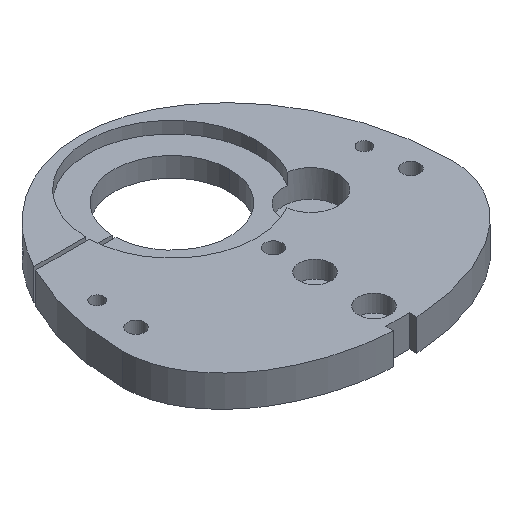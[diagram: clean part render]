
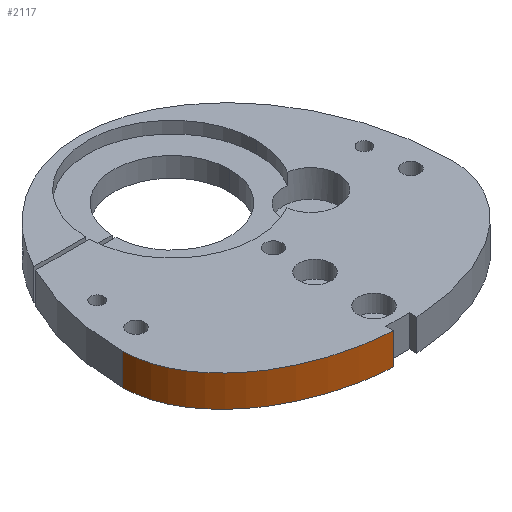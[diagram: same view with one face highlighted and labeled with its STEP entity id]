
A CAD part, isometric view. The second image highlights one B-rep face of the part: STEP entity #2117.
In plain terms, the highlighted face is a extrusion surface.
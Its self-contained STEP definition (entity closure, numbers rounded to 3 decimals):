
#48 = PLANE('',#49);
#49 = AXIS2_PLACEMENT_3D('',#50,#51,#52);
#50 = CARTESIAN_POINT('',(0.,9.078,0.));
#51 = DIRECTION('',(0.,0.,1.));
#52 = DIRECTION('',(1.,0.,0.));
#108 = PLANE('',#109);
#109 = AXIS2_PLACEMENT_3D('',#110,#111,#112);
#110 = CARTESIAN_POINT('',(0.,9.078,8.));
#111 = DIRECTION('',(0.,0.,1.));
#112 = DIRECTION('',(1.,0.,0.));
#571 = VERTEX_POINT('',#572);
#572 = CARTESIAN_POINT('',(-42.,0.,0.));
#587 = SURFACE_OF_LINEAR_EXTRUSION('',#588,#593);
#588 = ELLIPSE('',#589,53.,42.);
#589 = AXIS2_PLACEMENT_3D('',#590,#591,#592);
#590 = CARTESIAN_POINT('',(0.,0.,0.));
#591 = DIRECTION('',(0.,-0.,1.));
#592 = DIRECTION('',(0.,1.,0.));
#593 = VECTOR('',#594,1.);
#594 = DIRECTION('',(-0.,-0.,-1.));
#602 = EDGE_CURVE('',#571,#603,#605,.T.);
#603 = VERTEX_POINT('',#604);
#604 = CARTESIAN_POINT('',(-3.,-29.923,0.));
#605 = SURFACE_CURVE('',#606,(#611,#618),.PCURVE_S1.);
#606 = ELLIPSE('',#607,42.,30.);
#607 = AXIS2_PLACEMENT_3D('',#608,#609,#610);
#608 = CARTESIAN_POINT('',(0.,0.,0.));
#609 = DIRECTION('',(0.,0.,1.));
#610 = DIRECTION('',(1.,0.,0.));
#611 = PCURVE('',#48,#612);
#612 = DEFINITIONAL_REPRESENTATION('',(#613),#617);
#613 = ELLIPSE('',#614,42.,30.);
#614 = AXIS2_PLACEMENT_2D('',#615,#616);
#615 = CARTESIAN_POINT('',(0.,-9.078));
#616 = DIRECTION('',(1.,0.));
#617 = ( GEOMETRIC_REPRESENTATION_CONTEXT(2) 
PARAMETRIC_REPRESENTATION_CONTEXT() REPRESENTATION_CONTEXT('2D SPACE',''
  ) );
#618 = PCURVE('',#619,#627);
#619 = SURFACE_OF_LINEAR_EXTRUSION('',#620,#625);
#620 = ELLIPSE('',#621,42.,30.);
#621 = AXIS2_PLACEMENT_3D('',#622,#623,#624);
#622 = CARTESIAN_POINT('',(0.,0.,0.));
#623 = DIRECTION('',(0.,0.,1.));
#624 = DIRECTION('',(1.,0.,0.));
#625 = VECTOR('',#626,1.);
#626 = DIRECTION('',(-0.,-0.,-1.));
#627 = DEFINITIONAL_REPRESENTATION('',(#628),#632);
#628 = LINE('',#629,#630);
#629 = CARTESIAN_POINT('',(0.,0.));
#630 = VECTOR('',#631,1.);
#631 = DIRECTION('',(1.,0.));
#632 = ( GEOMETRIC_REPRESENTATION_CONTEXT(2) 
PARAMETRIC_REPRESENTATION_CONTEXT() REPRESENTATION_CONTEXT('2D SPACE',''
  ) );
#649 = PLANE('',#650);
#650 = AXIS2_PLACEMENT_3D('',#651,#652,#653);
#651 = CARTESIAN_POINT('',(-3.,-28.,8.));
#652 = DIRECTION('',(-1.,0.,0.));
#653 = DIRECTION('',(0.,-1.,0.));
#1266 = VERTEX_POINT('',#1267);
#1267 = CARTESIAN_POINT('',(-42.,0.,8.));
#1289 = EDGE_CURVE('',#1266,#1290,#1292,.T.);
#1290 = VERTEX_POINT('',#1291);
#1291 = CARTESIAN_POINT('',(-3.,-29.923,8.));
#1292 = SURFACE_CURVE('',#1293,(#1298,#1305),.PCURVE_S1.);
#1293 = ELLIPSE('',#1294,42.,30.);
#1294 = AXIS2_PLACEMENT_3D('',#1295,#1296,#1297);
#1295 = CARTESIAN_POINT('',(0.,0.,8.));
#1296 = DIRECTION('',(0.,0.,1.));
#1297 = DIRECTION('',(1.,0.,0.));
#1298 = PCURVE('',#108,#1299);
#1299 = DEFINITIONAL_REPRESENTATION('',(#1300),#1304);
#1300 = ELLIPSE('',#1301,42.,30.);
#1301 = AXIS2_PLACEMENT_2D('',#1302,#1303);
#1302 = CARTESIAN_POINT('',(0.,-9.078));
#1303 = DIRECTION('',(1.,0.));
#1304 = ( GEOMETRIC_REPRESENTATION_CONTEXT(2) 
PARAMETRIC_REPRESENTATION_CONTEXT() REPRESENTATION_CONTEXT('2D SPACE',''
  ) );
#1305 = PCURVE('',#619,#1306);
#1306 = DEFINITIONAL_REPRESENTATION('',(#1307),#1311);
#1307 = LINE('',#1308,#1309);
#1308 = CARTESIAN_POINT('',(0.,-8.));
#1309 = VECTOR('',#1310,1.);
#1310 = DIRECTION('',(1.,0.));
#1311 = ( GEOMETRIC_REPRESENTATION_CONTEXT(2) 
PARAMETRIC_REPRESENTATION_CONTEXT() REPRESENTATION_CONTEXT('2D SPACE',''
  ) );
#1835 = EDGE_CURVE('',#571,#1266,#1836,.T.);
#1836 = SURFACE_CURVE('',#1837,(#1841,#1848),.PCURVE_S1.);
#1837 = LINE('',#1838,#1839);
#1838 = CARTESIAN_POINT('',(-42.,0.,0.));
#1839 = VECTOR('',#1840,1.);
#1840 = DIRECTION('',(0.,0.,1.));
#1841 = PCURVE('',#587,#1842);
#1842 = DEFINITIONAL_REPRESENTATION('',(#1843),#1847);
#1843 = LINE('',#1844,#1845);
#1844 = CARTESIAN_POINT('',(7.854,0.));
#1845 = VECTOR('',#1846,1.);
#1846 = DIRECTION('',(0.,-1.));
#1847 = ( GEOMETRIC_REPRESENTATION_CONTEXT(2) 
PARAMETRIC_REPRESENTATION_CONTEXT() REPRESENTATION_CONTEXT('2D SPACE',''
  ) );
#1848 = PCURVE('',#619,#1849);
#1849 = DEFINITIONAL_REPRESENTATION('',(#1850),#1854);
#1850 = LINE('',#1851,#1852);
#1851 = CARTESIAN_POINT('',(3.142,0.));
#1852 = VECTOR('',#1853,1.);
#1853 = DIRECTION('',(0.,-1.));
#1854 = ( GEOMETRIC_REPRESENTATION_CONTEXT(2) 
PARAMETRIC_REPRESENTATION_CONTEXT() REPRESENTATION_CONTEXT('2D SPACE',''
  ) );
#2100 = EDGE_CURVE('',#1290,#603,#2101,.T.);
#2101 = SURFACE_CURVE('',#2102,(#2105,#2111),.PCURVE_S1.);
#2102 = B_SPLINE_CURVE_WITH_KNOTS('',1,(#2103,#2104),.UNSPECIFIED.,.F.,
  .F.,(2,2),(0.,1.),.PIECEWISE_BEZIER_KNOTS.);
#2103 = CARTESIAN_POINT('',(-3.,-29.923,8.));
#2104 = CARTESIAN_POINT('',(-3.,-29.923,0.));
#2105 = PCURVE('',#649,#2106);
#2106 = DEFINITIONAL_REPRESENTATION('',(#2107),#2110);
#2107 = B_SPLINE_CURVE_WITH_KNOTS('',1,(#2108,#2109),.UNSPECIFIED.,.F.,
  .F.,(2,2),(0.,1.),.PIECEWISE_BEZIER_KNOTS.);
#2108 = CARTESIAN_POINT('',(1.923,0.));
#2109 = CARTESIAN_POINT('',(1.923,-8.));
#2110 = ( GEOMETRIC_REPRESENTATION_CONTEXT(2) 
PARAMETRIC_REPRESENTATION_CONTEXT() REPRESENTATION_CONTEXT('2D SPACE',''
  ) );
#2111 = PCURVE('',#619,#2112);
#2112 = DEFINITIONAL_REPRESENTATION('',(#2113),#2116);
#2113 = B_SPLINE_CURVE_WITH_KNOTS('',1,(#2114,#2115),.UNSPECIFIED.,.F.,
  .F.,(2,2),(0.,1.),.PIECEWISE_BEZIER_KNOTS.);
#2114 = CARTESIAN_POINT('',(4.641,-8.));
#2115 = CARTESIAN_POINT('',(4.641,0.));
#2116 = ( GEOMETRIC_REPRESENTATION_CONTEXT(2) 
PARAMETRIC_REPRESENTATION_CONTEXT() REPRESENTATION_CONTEXT('2D SPACE',''
  ) );
#2117 = ADVANCED_FACE('',(#2118),#619,.F.);
#2118 = FACE_BOUND('',#2119,.F.);
#2119 = EDGE_LOOP('',(#2120,#2121,#2122,#2123));
#2120 = ORIENTED_EDGE('',*,*,#602,.F.);
#2121 = ORIENTED_EDGE('',*,*,#1835,.T.);
#2122 = ORIENTED_EDGE('',*,*,#1289,.T.);
#2123 = ORIENTED_EDGE('',*,*,#2100,.T.);
